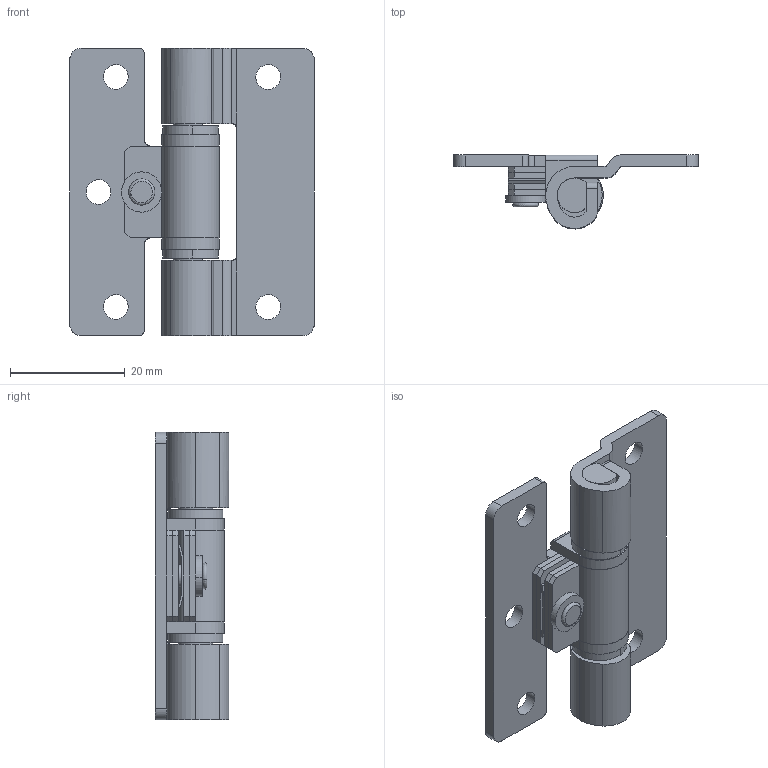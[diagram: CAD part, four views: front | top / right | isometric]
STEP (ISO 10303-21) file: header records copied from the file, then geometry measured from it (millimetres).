
FILE_DESCRIPTION((''),'2;1');
FILE_NAME('','2005-04-20T09:00:48',(''),(''),'','CADfix','');
FILE_SCHEMA(('AUTOMOTIVE_DESIGN'));
Length unit declared in the file: millimetre
Products named in the file (10): washer_2; washer_1; spacer; shaft; rivet; plug; hinge piece_B; hinge piece_A; body; TH_125_2_2328_36
Assembly tree (10 placements, depth 2):
  TH_125_2_2328_36
    washer_2  x2
    washer_1
    spacer
    shaft
    rivet
    plug
    hinge piece_B
    hinge piece_A
    body
Bounding box: 42.5 x 12.8 x 50 mm (x, y, z)
Volume: 7543 mm3; surface area: 10281.1 mm2
Topology: 10 solids, 10 shells, 168 faces, 522 edges, 374 vertices
Faces by surface type: bspline 168
Entity records: 6082 total; most frequent: CARTESIAN_POINT 3036, ORIENTED_EDGE 1004, EDGE_CURVE 502, VERTEX_POINT 358, QUASI_UNIFORM_CURVE 262, EDGE_LOOP 192, FACE_OUTER_BOUND 162, ADVANCED_FACE 162
